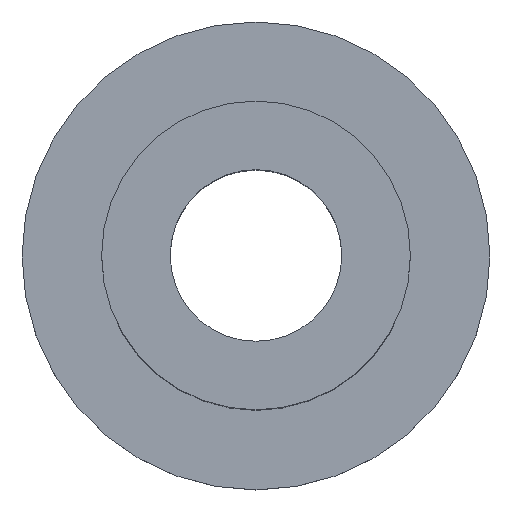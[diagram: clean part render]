
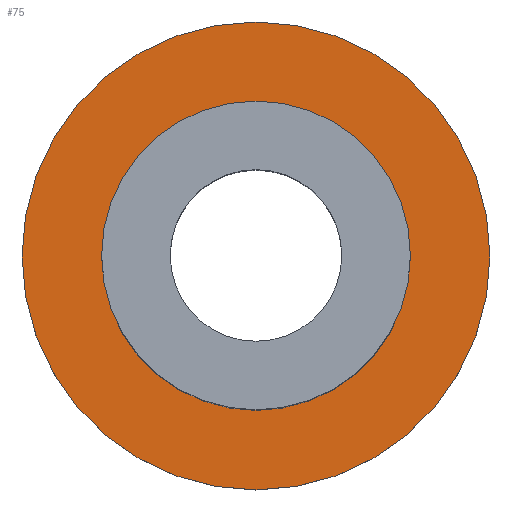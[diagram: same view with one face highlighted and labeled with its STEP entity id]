
A CAD part, top view. The second image highlights one B-rep face of the part: STEP entity #75.
In plain terms, the highlighted planar face has unit normal (0, 0, 1).
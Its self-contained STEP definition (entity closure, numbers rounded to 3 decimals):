
#2 = DIRECTION ( 'NONE',  ( 0., 0., -1. ) ) ;
#9 = AXIS2_PLACEMENT_3D ( 'NONE', #55, #244, #138 ) ;
#16 = DIRECTION ( 'NONE',  ( 0., 0., 1. ) ) ;
#17 = FACE_BOUND ( 'NONE', #165, .T. ) ;
#23 = AXIS2_PLACEMENT_3D ( 'NONE', #38, #282, #217 ) ;
#30 = EDGE_CURVE ( 'NONE', #253, #211, #240, .T. ) ;
#36 = CARTESIAN_POINT ( 'NONE',  ( 173.5, -2.5, 35. ) ) ;
#38 = CARTESIAN_POINT ( 'NONE',  ( 181., -2.5, 35. ) ) ;
#49 = DIRECTION ( 'NONE',  ( 0., 0., 1. ) ) ;
#55 = CARTESIAN_POINT ( 'NONE',  ( 181., -2.5, 35. ) ) ;
#56 = VERTEX_POINT ( 'NONE', #199 ) ;
#75 = ADVANCED_FACE ( 'NONE', ( #17, #130 ), #212, .F. ) ;
#85 = ORIENTED_EDGE ( 'NONE', *, *, #109, .T. ) ;
#86 = CARTESIAN_POINT ( 'NONE',  ( 185.95, -2.5, 35. ) ) ;
#90 = DIRECTION ( 'NONE',  ( 1., 0., 0. ) ) ;
#93 = AXIS2_PLACEMENT_3D ( 'NONE', #302, #49, #278 ) ;
#106 = CARTESIAN_POINT ( 'NONE',  ( 176.05, -2.5, 35. ) ) ;
#109 = EDGE_CURVE ( 'NONE', #211, #253, #294, .T. ) ;
#130 = FACE_OUTER_BOUND ( 'NONE', #218, .T. ) ;
#136 = AXIS2_PLACEMENT_3D ( 'NONE', #247, #16, #90 ) ;
#138 = DIRECTION ( 'NONE',  ( 1., 0., 0. ) ) ;
#165 = EDGE_LOOP ( 'NONE', ( #222, #192 ) ) ;
#192 = ORIENTED_EDGE ( 'NONE', *, *, #287, .F. ) ;
#199 = CARTESIAN_POINT ( 'NONE',  ( 176.05, -2.5, 35. ) ) ;
#211 = VERTEX_POINT ( 'NONE', #265 ) ;
#212 = PLANE ( 'NONE',  #262 ) ;
#217 = DIRECTION ( 'NONE',  ( 1., 0., 0. ) ) ;
#218 = EDGE_LOOP ( 'NONE', ( #85, #310 ) ) ;
#222 = ORIENTED_EDGE ( 'NONE', *, *, #303, .F. ) ;
#240 = CIRCLE ( 'NONE', #136, 7.5 ) ;
#244 = DIRECTION ( 'NONE',  ( 0., 0., 1. ) ) ;
#247 = CARTESIAN_POINT ( 'NONE',  ( 181., -2.5, 35. ) ) ;
#253 = VERTEX_POINT ( 'NONE', #36 ) ;
#262 = AXIS2_PLACEMENT_3D ( 'NONE', #106, #2, #281 ) ;
#265 = CARTESIAN_POINT ( 'NONE',  ( 188.5, -2.5, 35. ) ) ;
#271 = VERTEX_POINT ( 'NONE', #86 ) ;
#277 = CIRCLE ( 'NONE', #9, 4.95 ) ;
#278 = DIRECTION ( 'NONE',  ( 1., 0., 0. ) ) ;
#281 = DIRECTION ( 'NONE',  ( -1., 0., 0. ) ) ;
#282 = DIRECTION ( 'NONE',  ( 0., 0., 1. ) ) ;
#287 = EDGE_CURVE ( 'NONE', #56, #271, #307, .T. ) ;
#294 = CIRCLE ( 'NONE', #93, 7.5 ) ;
#302 = CARTESIAN_POINT ( 'NONE',  ( 181., -2.5, 35. ) ) ;
#303 = EDGE_CURVE ( 'NONE', #271, #56, #277, .T. ) ;
#307 = CIRCLE ( 'NONE', #23, 4.95 ) ;
#310 = ORIENTED_EDGE ( 'NONE', *, *, #30, .T. ) ;
